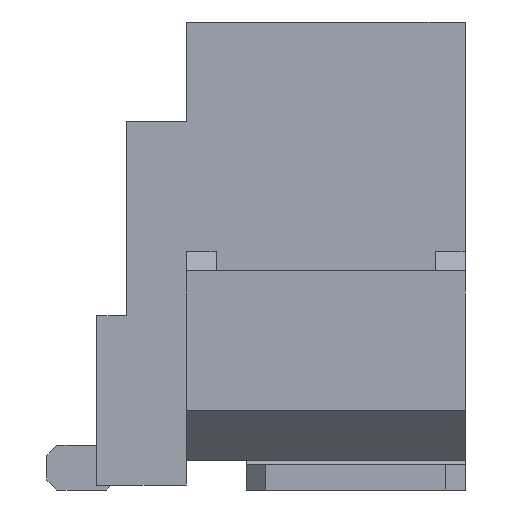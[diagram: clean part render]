
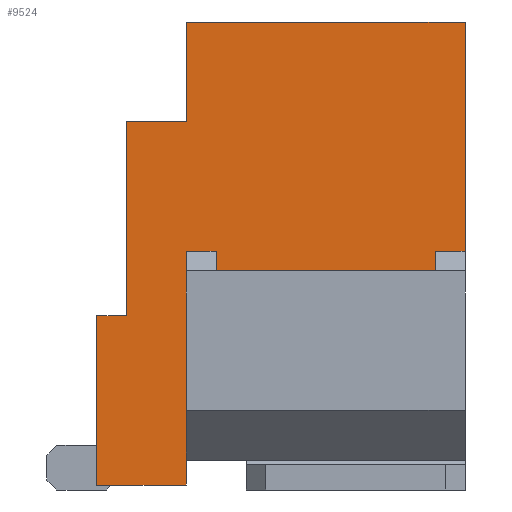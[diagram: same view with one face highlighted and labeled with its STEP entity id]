
A CAD part, left-side view. The second image highlights one B-rep face of the part: STEP entity #9524.
In plain terms, the highlighted planar face has unit normal (-1, 0, 0).
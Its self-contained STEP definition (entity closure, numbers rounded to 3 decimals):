
#44 = CARTESIAN_POINT ( 'NONE',  ( -4., 1.4, 4.7 ) ) ;
#116 = EDGE_CURVE ( 'NONE', #10153, #1882, #8038, .T. ) ;
#141 = CARTESIAN_POINT ( 'NONE',  ( -4., 2.6, 4.7 ) ) ;
#163 = ORIENTED_EDGE ( 'NONE', *, *, #10180, .F. ) ;
#304 = DIRECTION ( 'NONE',  ( 0., 0., 1. ) ) ;
#460 = CARTESIAN_POINT ( 'NONE',  ( -4., 1.4, 1.7 ) ) ;
#468 = DIRECTION ( 'NONE',  ( 0., -1., 0. ) ) ;
#506 = EDGE_LOOP ( 'NONE', ( #2375, #4081, #9441, #7914, #7023, #4006, #163, #3485, #4826, #3151, #6404, #9257, #3318, #8572, #10294 ) ) ;
#657 = VERTEX_POINT ( 'NONE', #9931 ) ;
#665 = CARTESIAN_POINT ( 'NONE',  ( -4., 1.7, 0.05 ) ) ;
#707 = DIRECTION ( 'NONE',  ( 0., 0., -1. ) ) ;
#816 = DIRECTION ( 'NONE',  ( 0., -1., 0. ) ) ;
#1023 = LINE ( 'NONE', #8818, #10188 ) ;
#1038 = DIRECTION ( 'NONE',  ( 1., 0., 0. ) ) ;
#1052 = CARTESIAN_POINT ( 'NONE',  ( -4., 1.7, 0.05 ) ) ;
#1080 = VECTOR ( 'NONE', #707, 1000. ) ;
#1184 = EDGE_CURVE ( 'NONE', #4305, #9290, #5446, .T. ) ;
#1221 = AXIS2_PLACEMENT_3D ( 'NONE', #141, #1038, #7242 ) ;
#1349 = LINE ( 'NONE', #10319, #5800 ) ;
#1490 = DIRECTION ( 'NONE',  ( 0., 0., 1. ) ) ;
#1522 = LINE ( 'NONE', #7243, #8287 ) ;
#1747 = EDGE_CURVE ( 'NONE', #6101, #8554, #4588, .T. ) ;
#1769 = DIRECTION ( 'NONE',  ( 0., 0., 1. ) ) ;
#1772 = VECTOR ( 'NONE', #3737, 1000. ) ;
#1810 = CARTESIAN_POINT ( 'NONE',  ( -4., 1.4, 1.7 ) ) ;
#1882 = VERTEX_POINT ( 'NONE', #9418 ) ;
#1989 = VECTOR ( 'NONE', #11323, 1000. ) ;
#2109 = LINE ( 'NONE', #7681, #6804 ) ;
#2156 = EDGE_CURVE ( 'NONE', #9657, #10524, #1522, .T. ) ;
#2210 = EDGE_CURVE ( 'NONE', #9852, #10524, #7746, .T. ) ;
#2272 = LINE ( 'NONE', #9562, #1989 ) ;
#2375 = ORIENTED_EDGE ( 'NONE', *, *, #11256, .T. ) ;
#2384 = VECTOR ( 'NONE', #6838, 1000. ) ;
#2403 = DIRECTION ( 'NONE',  ( 0., 1., 0. ) ) ;
#3033 = CARTESIAN_POINT ( 'NONE',  ( -4., 1.7, 3.7 ) ) ;
#3040 = VERTEX_POINT ( 'NONE', #6763 ) ;
#3067 = VECTOR ( 'NONE', #10995, 1000. ) ;
#3120 = CARTESIAN_POINT ( 'NONE',  ( -4., 1.7, 0.3 ) ) ;
#3151 = ORIENTED_EDGE ( 'NONE', *, *, #9250, .F. ) ;
#3282 = LINE ( 'NONE', #4019, #10035 ) ;
#3318 = ORIENTED_EDGE ( 'NONE', *, *, #11273, .F. ) ;
#3485 = ORIENTED_EDGE ( 'NONE', *, *, #6257, .F. ) ;
#3680 = CARTESIAN_POINT ( 'NONE',  ( -4., 2.6, 1.75 ) ) ;
#3720 = EDGE_CURVE ( 'NONE', #8369, #9290, #8128, .T. ) ;
#3737 = DIRECTION ( 'NONE',  ( 0., 0., 1. ) ) ;
#3843 = LINE ( 'NONE', #9006, #1772 ) ;
#4006 = ORIENTED_EDGE ( 'NONE', *, *, #116, .T. ) ;
#4019 = CARTESIAN_POINT ( 'NONE',  ( -4., 2.6, 4.7 ) ) ;
#4081 = ORIENTED_EDGE ( 'NONE', *, *, #5275, .T. ) ;
#4178 = CARTESIAN_POINT ( 'NONE',  ( -4., 2.3, 3.7 ) ) ;
#4305 = VERTEX_POINT ( 'NONE', #460 ) ;
#4514 = EDGE_CURVE ( 'NONE', #8369, #10153, #2272, .T. ) ;
#4588 = LINE ( 'NONE', #1052, #4883 ) ;
#4826 = ORIENTED_EDGE ( 'NONE', *, *, #8143, .F. ) ;
#4883 = VECTOR ( 'NONE', #1490, 1000. ) ;
#4984 = DIRECTION ( 'NONE',  ( 0., -1., 0. ) ) ;
#5178 = VECTOR ( 'NONE', #816, 1000. ) ;
#5275 = EDGE_CURVE ( 'NONE', #657, #4305, #11340, .T. ) ;
#5341 = DIRECTION ( 'NONE',  ( 0., 0., -1. ) ) ;
#5446 = LINE ( 'NONE', #1810, #5178 ) ;
#5725 = VECTOR ( 'NONE', #304, 1000. ) ;
#5768 = CARTESIAN_POINT ( 'NONE',  ( -4., -1.1, 2.4 ) ) ;
#5800 = VECTOR ( 'NONE', #11175, 1000. ) ;
#6032 = CARTESIAN_POINT ( 'NONE',  ( -4., -1.1, 4.7 ) ) ;
#6101 = VERTEX_POINT ( 'NONE', #665 ) ;
#6257 = EDGE_CURVE ( 'NONE', #10112, #7891, #1023, .T. ) ;
#6404 = ORIENTED_EDGE ( 'NONE', *, *, #2210, .T. ) ;
#6670 = VECTOR ( 'NONE', #5341, 1000. ) ;
#6763 = CARTESIAN_POINT ( 'NONE',  ( -4., 1.7, 2.4 ) ) ;
#6804 = VECTOR ( 'NONE', #2403, 1000. ) ;
#6838 = DIRECTION ( 'NONE',  ( 0., -1., 0. ) ) ;
#7023 = ORIENTED_EDGE ( 'NONE', *, *, #4514, .T. ) ;
#7072 = VECTOR ( 'NONE', #4984, 1000. ) ;
#7179 = CARTESIAN_POINT ( 'NONE',  ( -4., -0.8, 2.4 ) ) ;
#7242 = DIRECTION ( 'NONE',  ( 0., 0., -1. ) ) ;
#7243 = CARTESIAN_POINT ( 'NONE',  ( -4., 2.6, 4.7 ) ) ;
#7350 = LINE ( 'NONE', #9371, #7072 ) ;
#7358 = CARTESIAN_POINT ( 'NONE',  ( -4., 2.3, 3.7 ) ) ;
#7681 = CARTESIAN_POINT ( 'NONE',  ( -4., 2.6, 0.05 ) ) ;
#7746 = LINE ( 'NONE', #10957, #3067 ) ;
#7891 = VERTEX_POINT ( 'NONE', #10891 ) ;
#7914 = ORIENTED_EDGE ( 'NONE', *, *, #3720, .F. ) ;
#8038 = LINE ( 'NONE', #6032, #5725 ) ;
#8128 = LINE ( 'NONE', #11292, #1080 ) ;
#8143 = EDGE_CURVE ( 'NONE', #9608, #10112, #11496, .T. ) ;
#8287 = VECTOR ( 'NONE', #9045, 1000. ) ;
#8369 = VERTEX_POINT ( 'NONE', #7179 ) ;
#8524 = FACE_OUTER_BOUND ( 'NONE', #506, .T. ) ;
#8554 = VERTEX_POINT ( 'NONE', #3120 ) ;
#8572 = ORIENTED_EDGE ( 'NONE', *, *, #1747, .T. ) ;
#8818 = CARTESIAN_POINT ( 'NONE',  ( -4., 1.7, 3.7 ) ) ;
#9006 = CARTESIAN_POINT ( 'NONE',  ( -4., 1.7, 0.3 ) ) ;
#9045 = DIRECTION ( 'NONE',  ( 0., 0., 1. ) ) ;
#9250 = EDGE_CURVE ( 'NONE', #9852, #9608, #1349, .T. ) ;
#9257 = ORIENTED_EDGE ( 'NONE', *, *, #2156, .F. ) ;
#9290 = VERTEX_POINT ( 'NONE', #10341 ) ;
#9371 = CARTESIAN_POINT ( 'NONE',  ( -4., 1.7, 2.4 ) ) ;
#9418 = CARTESIAN_POINT ( 'NONE',  ( -4., -1.1, 4.7 ) ) ;
#9441 = ORIENTED_EDGE ( 'NONE', *, *, #1184, .T. ) ;
#9524 = ADVANCED_FACE ( 'NONE', ( #8524 ), #10731, .F. ) ;
#9529 = EDGE_CURVE ( 'NONE', #8554, #3040, #3843, .T. ) ;
#9562 = CARTESIAN_POINT ( 'NONE',  ( -4., 1.7, 2.4 ) ) ;
#9608 = VERTEX_POINT ( 'NONE', #7358 ) ;
#9657 = VERTEX_POINT ( 'NONE', #11244 ) ;
#9852 = VERTEX_POINT ( 'NONE', #10467 ) ;
#9931 = CARTESIAN_POINT ( 'NONE',  ( -4., 1.4, 2.4 ) ) ;
#10035 = VECTOR ( 'NONE', #468, 1000. ) ;
#10112 = VERTEX_POINT ( 'NONE', #3033 ) ;
#10153 = VERTEX_POINT ( 'NONE', #5768 ) ;
#10180 = EDGE_CURVE ( 'NONE', #7891, #1882, #3282, .T. ) ;
#10188 = VECTOR ( 'NONE', #1769, 1000. ) ;
#10294 = ORIENTED_EDGE ( 'NONE', *, *, #9529, .T. ) ;
#10319 = CARTESIAN_POINT ( 'NONE',  ( -4., 2.3, 1.75 ) ) ;
#10341 = CARTESIAN_POINT ( 'NONE',  ( -4., -0.8, 1.7 ) ) ;
#10467 = CARTESIAN_POINT ( 'NONE',  ( -4., 2.3, 1.75 ) ) ;
#10524 = VERTEX_POINT ( 'NONE', #3680 ) ;
#10731 = PLANE ( 'NONE',  #1221 ) ;
#10891 = CARTESIAN_POINT ( 'NONE',  ( -4., 1.7, 4.7 ) ) ;
#10957 = CARTESIAN_POINT ( 'NONE',  ( -4., 2.3, 1.75 ) ) ;
#10995 = DIRECTION ( 'NONE',  ( 0., 1., 0. ) ) ;
#11175 = DIRECTION ( 'NONE',  ( 0., 0., 1. ) ) ;
#11244 = CARTESIAN_POINT ( 'NONE',  ( -4., 2.6, 0.05 ) ) ;
#11256 = EDGE_CURVE ( 'NONE', #3040, #657, #7350, .T. ) ;
#11273 = EDGE_CURVE ( 'NONE', #6101, #9657, #2109, .T. ) ;
#11292 = CARTESIAN_POINT ( 'NONE',  ( -4., -0.8, 4.7 ) ) ;
#11323 = DIRECTION ( 'NONE',  ( 0., -1., 0. ) ) ;
#11340 = LINE ( 'NONE', #44, #6670 ) ;
#11496 = LINE ( 'NONE', #4178, #2384 ) ;
